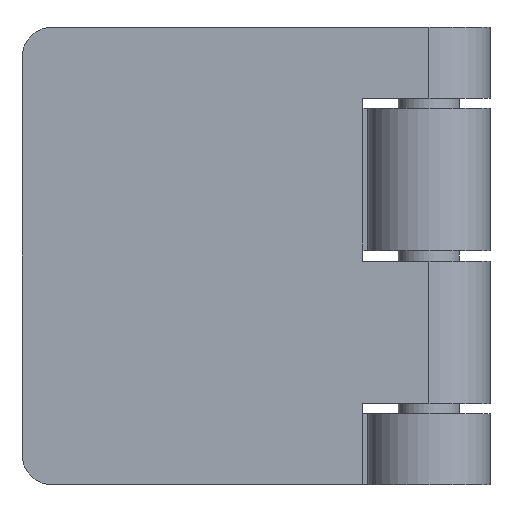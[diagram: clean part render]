
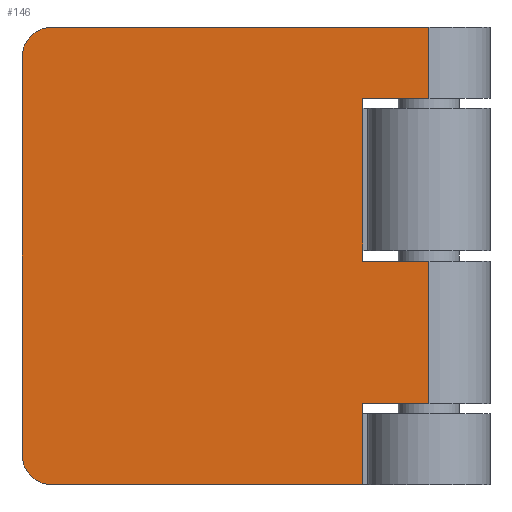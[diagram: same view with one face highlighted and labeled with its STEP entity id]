
A CAD part, front view. The second image highlights one B-rep face of the part: STEP entity #146.
In plain terms, the highlighted planar face has unit normal (0, -1, 0).
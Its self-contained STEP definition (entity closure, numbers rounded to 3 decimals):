
#146=ADVANCED_FACE('',(#293),#294,.F.);
#293=FACE_OUTER_BOUND('',#432,.T.);
#294=PLANE('',#433);
#432=EDGE_LOOP('',(#803,#804,#805,#806,#807,#808,#809,#810,#811,#812,#813,#814));
#433=AXIS2_PLACEMENT_3D('',#815,#816,#817);
#803=ORIENTED_EDGE('',*,*,#950,.T.);
#804=ORIENTED_EDGE('',*,*,#975,.T.);
#805=ORIENTED_EDGE('',*,*,#977,.T.);
#806=ORIENTED_EDGE('',*,*,#969,.T.);
#807=ORIENTED_EDGE('',*,*,#965,.T.);
#808=ORIENTED_EDGE('',*,*,#961,.F.);
#809=ORIENTED_EDGE('',*,*,#957,.T.);
#810=ORIENTED_EDGE('',*,*,#953,.F.);
#811=ORIENTED_EDGE('',*,*,#945,.T.);
#812=ORIENTED_EDGE('',*,*,#987,.T.);
#813=ORIENTED_EDGE('',*,*,#980,.F.);
#814=ORIENTED_EDGE('',*,*,#984,.T.);
#815=CARTESIAN_POINT('',(-25.0,-6.0,11.5));
#816=DIRECTION('',(-0.0,1.0,0.0));
#817=DIRECTION('',(1.0,0.0,0.0));
#945=EDGE_CURVE('',#1160,#1158,#1161,.T.);
#950=EDGE_CURVE('',#1169,#1167,#1170,.T.);
#953=EDGE_CURVE('',#1160,#1173,#1174,.T.);
#957=EDGE_CURVE('',#1179,#1173,#1180,.T.);
#961=EDGE_CURVE('',#1179,#1185,#1186,.T.);
#965=EDGE_CURVE('',#1191,#1185,#1192,.T.);
#969=EDGE_CURVE('',#1197,#1191,#1198,.T.);
#975=EDGE_CURVE('',#1167,#1203,#1205,.T.);
#977=EDGE_CURVE('',#1203,#1197,#1207,.T.);
#980=EDGE_CURVE('',#1209,#1211,#1212,.T.);
#984=EDGE_CURVE('',#1209,#1169,#1216,.T.);
#987=EDGE_CURVE('',#1158,#1211,#1219,.T.);
#1158=VERTEX_POINT('',#1435);
#1160=VERTEX_POINT('',#1438);
#1161=LINE('',#1439,#1440);
#1167=VERTEX_POINT('',#1448);
#1169=VERTEX_POINT('',#1451);
#1170=LINE('',#1452,#1453);
#1173=VERTEX_POINT('',#1457);
#1174=LINE('',#1458,#1459);
#1179=VERTEX_POINT('',#1466);
#1180=CIRCLE('',#1467,3.0);
#1185=VERTEX_POINT('',#1473);
#1186=LINE('',#1474,#1475);
#1191=VERTEX_POINT('',#1482);
#1192=CIRCLE('',#1483,3.0);
#1197=VERTEX_POINT('',#1489);
#1198=LINE('',#1490,#1491);
#1203=VERTEX_POINT('',#1498);
#1205=LINE('',#1500,#1501);
#1207=LINE('',#1503,#1504);
#1209=VERTEX_POINT('',#1506);
#1211=VERTEX_POINT('',#1508);
#1212=LINE('',#1509,#1510);
#1216=LINE('',#1515,#1516);
#1219=LINE('',#1520,#1521);
#1435=CARTESIAN_POINT('',(-6.5,-6.0,-14.5));
#1438=CARTESIAN_POINT('',(-6.5,-6.,-22.5));
#1439=CARTESIAN_POINT('',(-6.5,-6.,-22.5));
#1440=VECTOR('',#1678,8.0);
#1448=CARTESIAN_POINT('',(-6.5,-6.0,15.5));
#1451=CARTESIAN_POINT('',(-6.5,-6.0,-0.5));
#1452=CARTESIAN_POINT('',(-6.5,-6.0,-0.5));
#1453=VECTOR('',#1682,16.0);
#1457=CARTESIAN_POINT('',(-37.0,-6.,-22.5));
#1458=CARTESIAN_POINT('',(-6.5,-6.,-22.5));
#1459=VECTOR('',#1684,30.5);
#1466=CARTESIAN_POINT('',(-40.0,-6.0,-19.5));
#1467=AXIS2_PLACEMENT_3D('',#1687,#1688,#1689);
#1473=CARTESIAN_POINT('',(-40.0,-6.0,19.5));
#1474=CARTESIAN_POINT('',(-40.0,-6.0,-19.5));
#1475=VECTOR('',#1694,39.0);
#1482=CARTESIAN_POINT('',(-37.0,-6.,22.5));
#1483=AXIS2_PLACEMENT_3D('',#1697,#1698,#1699);
#1489=CARTESIAN_POINT('',(0.,-6.,22.5));
#1490=CARTESIAN_POINT('',(0.,-6.,22.5));
#1491=VECTOR('',#1704,37.0);
#1498=CARTESIAN_POINT('',(0.,-6.0,15.5));
#1500=CARTESIAN_POINT('',(-6.5,-6.0,15.5));
#1501=VECTOR('',#1713,6.5);
#1503=CARTESIAN_POINT('',(0.,-6.0,15.5));
#1504=VECTOR('',#1714,7.0);
#1506=CARTESIAN_POINT('',(0.,-6.0,-0.5));
#1508=CARTESIAN_POINT('',(0.,-6.0,-14.5));
#1509=CARTESIAN_POINT('',(0.,-6.0,-0.5));
#1510=VECTOR('',#1718,14.0);
#1515=CARTESIAN_POINT('',(0.,-6.0,-0.5));
#1516=VECTOR('',#1723,6.5);
#1520=CARTESIAN_POINT('',(-6.5,-6.0,-14.5));
#1521=VECTOR('',#1725,6.5);
#1678=DIRECTION('',(0.0,0.0,1.0));
#1682=DIRECTION('',(0.0,0.0,1.0));
#1684=DIRECTION('',(-1.0,0.0,0.0));
#1687=CARTESIAN_POINT('',(-37.0,-6.0,-19.5));
#1688=DIRECTION('',(0.0,-1.0,0.0));
#1689=DIRECTION('',(-1.0,0.0,0.0));
#1694=DIRECTION('',(0.0,0.0,1.0));
#1697=CARTESIAN_POINT('',(-37.0,-6.0,19.5));
#1698=DIRECTION('',(0.0,-1.0,0.0));
#1699=DIRECTION('',(0.0,0.0,1.0));
#1704=DIRECTION('',(-1.0,0.0,0.0));
#1713=DIRECTION('',(1.0,0.0,0.0));
#1714=DIRECTION('',(0.0,0.0,1.0));
#1718=DIRECTION('',(0.0,0.0,-1.0));
#1723=DIRECTION('',(-1.0,0.0,0.0));
#1725=DIRECTION('',(1.0,0.0,0.0));
